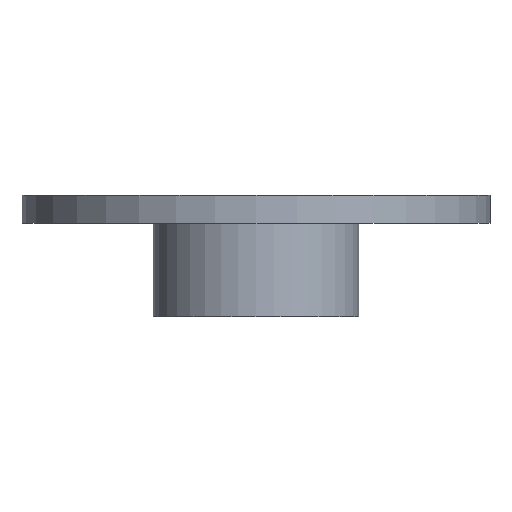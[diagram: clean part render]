
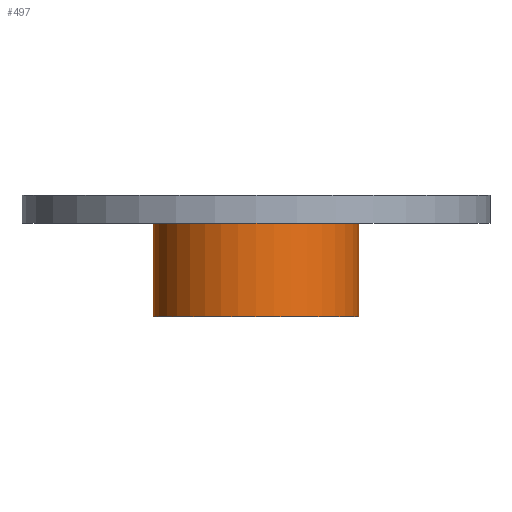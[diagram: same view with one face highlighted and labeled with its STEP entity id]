
A CAD part, front view. The second image highlights one B-rep face of the part: STEP entity #497.
In plain terms, the highlighted cylindrical face has radius 11 mm (diameter 22 mm), a partial arc.
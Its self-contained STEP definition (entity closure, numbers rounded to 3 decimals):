
#20 = VERTEX_POINT ( 'NONE', #417 ) ;
#58 = CARTESIAN_POINT ( 'NONE',  ( 11., 0., 0. ) ) ;
#81 = EDGE_CURVE ( 'NONE', #225, #20, #860, .T. ) ;
#86 = CARTESIAN_POINT ( 'NONE',  ( -11., 0., 0. ) ) ;
#105 = EDGE_CURVE ( 'NONE', #655, #225, #924, .T. ) ;
#157 = ORIENTED_EDGE ( 'NONE', *, *, #81, .F. ) ;
#162 = VECTOR ( 'NONE', #449, 1000. ) ;
#176 = AXIS2_PLACEMENT_3D ( 'NONE', #669, #921, #197 ) ;
#197 = DIRECTION ( 'NONE',  ( 1., 0., 0. ) ) ;
#213 = LINE ( 'NONE', #764, #162 ) ;
#225 = VERTEX_POINT ( 'NONE', #671 ) ;
#234 = ORIENTED_EDGE ( 'NONE', *, *, #832, .T. ) ;
#267 = CARTESIAN_POINT ( 'NONE',  ( 0., 0., -10. ) ) ;
#282 = AXIS2_PLACEMENT_3D ( 'NONE', #891, #886, #658 ) ;
#326 = ORIENTED_EDGE ( 'NONE', *, *, #634, .F. ) ;
#338 = DIRECTION ( 'NONE',  ( 0., 0., -1. ) ) ;
#417 = CARTESIAN_POINT ( 'NONE',  ( -11., 0., -10. ) ) ;
#439 = FACE_OUTER_BOUND ( 'NONE', #631, .T. ) ;
#440 = DIRECTION ( 'NONE',  ( -1., 0., 0. ) ) ;
#449 = DIRECTION ( 'NONE',  ( 0., 0., -1. ) ) ;
#497 = ADVANCED_FACE ( 'NONE', ( #439 ), #578, .T. ) ;
#523 = ORIENTED_EDGE ( 'NONE', *, *, #105, .F. ) ;
#578 = CYLINDRICAL_SURFACE ( 'NONE', #282, 11. ) ;
#605 = DIRECTION ( 'NONE',  ( 0., 0., -1. ) ) ;
#631 = EDGE_LOOP ( 'NONE', ( #523, #326, #234, #157 ) ) ;
#634 = EDGE_CURVE ( 'NONE', #778, #655, #974, .T. ) ;
#655 = VERTEX_POINT ( 'NONE', #58 ) ;
#658 = DIRECTION ( 'NONE',  ( -1., 0., 0. ) ) ;
#669 = CARTESIAN_POINT ( 'NONE',  ( 0., 0., 0. ) ) ;
#671 = CARTESIAN_POINT ( 'NONE',  ( 11., 0., -10. ) ) ;
#743 = VECTOR ( 'NONE', #605, 1000. ) ;
#764 = CARTESIAN_POINT ( 'NONE',  ( -11., 0., 3. ) ) ;
#778 = VERTEX_POINT ( 'NONE', #86 ) ;
#832 = EDGE_CURVE ( 'NONE', #778, #20, #213, .T. ) ;
#860 = CIRCLE ( 'NONE', #909, 11. ) ;
#886 = DIRECTION ( 'NONE',  ( 0., 0., -1. ) ) ;
#891 = CARTESIAN_POINT ( 'NONE',  ( 0., 0., 3. ) ) ;
#909 = AXIS2_PLACEMENT_3D ( 'NONE', #267, #338, #440 ) ;
#921 = DIRECTION ( 'NONE',  ( 0., 0., 1. ) ) ;
#924 = LINE ( 'NONE', #991, #743 ) ;
#974 = CIRCLE ( 'NONE', #176, 11. ) ;
#991 = CARTESIAN_POINT ( 'NONE',  ( 11., 0., 3. ) ) ;
